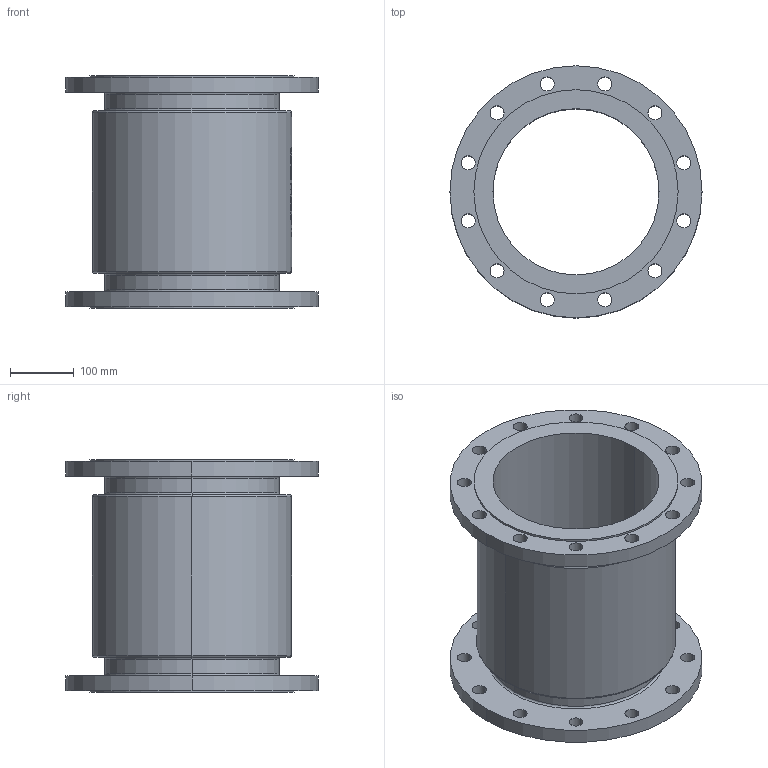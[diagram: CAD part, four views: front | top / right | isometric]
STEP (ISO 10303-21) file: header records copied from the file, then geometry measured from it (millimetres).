
FILE_DESCRIPTION (( 'STEP AP214' ), '1' );
FILE_NAME ('7120000_DN250_PN10_1190573.STEP', '2022-02-23T10:44:07', ( 'axxx' ), ( 'Hewlett-Packard Company' ), 'SwSTEP 2.0', 'SolidWorks 2019', '' );
FILE_SCHEMA (( 'AUTOMOTIVE_DESIGN' ));
Length unit declared in the file: millimetre
Products named in the file (1): 7120000_DN250_PN10_1190573
Bounding box: 395 x 395 x 365 mm (x, y, z)
Volume: 9361581.5 mm3; surface area: 982517.1 mm2
Topology: 1 solids, 1 shells, 544 faces, 1419 edges, 942 vertices
Faces by surface type: plane 234, bspline 216, cylinder 82, torus 12
Entity records: 30392 total; most frequent: CARTESIAN_POINT 18292, ORIENTED_EDGE 2838, DIRECTION 1810, EDGE_CURVE 1419, VERTEX_POINT 942, VECTOR 734, LINE 734, EDGE_LOOP 659
